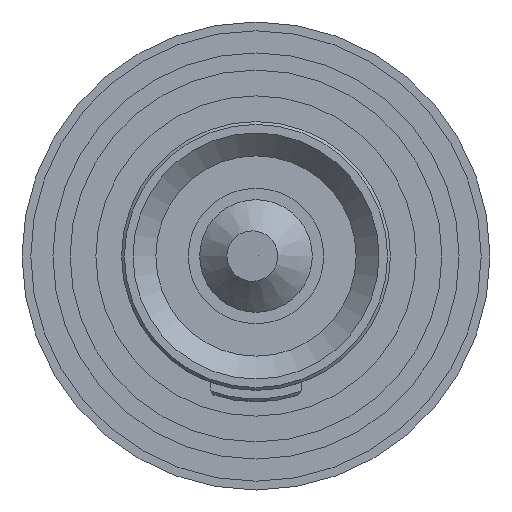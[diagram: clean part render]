
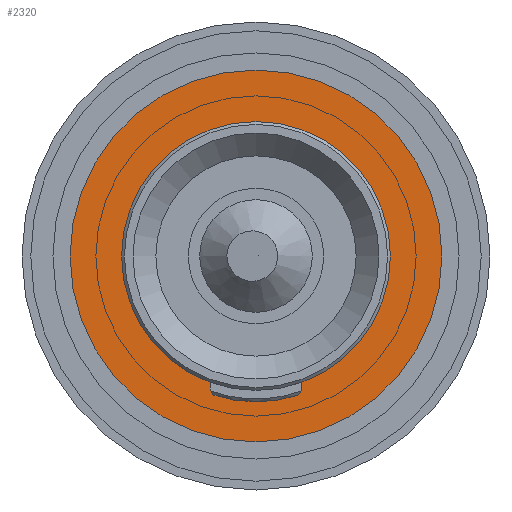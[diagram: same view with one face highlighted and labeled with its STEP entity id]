
A CAD part, left-side view. The second image highlights one B-rep face of the part: STEP entity #2320.
In plain terms, the highlighted face is planar.
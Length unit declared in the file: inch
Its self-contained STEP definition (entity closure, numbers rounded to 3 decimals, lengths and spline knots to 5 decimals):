
#614 = CIRCLE ( 'NONE', #1179, 0.1 ) ;
#1179 = AXIS2_PLACEMENT_3D ( 'NONE', #1650, #9825, #8959 ) ;
#1650 = CARTESIAN_POINT ( 'NONE',  ( 0., 0., 19.96204 ) ) ;
#1876 = DIRECTION ( 'NONE',  ( 0., 0., 1. ) ) ;
#2320 = ADVANCED_FACE ( 'NONE', ( #9141, #8196 ), #10891, .F. ) ;
#2505 = ORIENTED_EDGE ( 'NONE', *, *, #10645, .F. ) ;
#2583 = CIRCLE ( 'NONE', #4855, 0.1625 ) ;
#2839 = DIRECTION ( 'NONE',  ( 0., 0., -1. ) ) ;
#3045 = EDGE_LOOP ( 'NONE', ( #11610 ) ) ;
#4855 = AXIS2_PLACEMENT_3D ( 'NONE', #10082, #1876, #11792 ) ;
#5820 = AXIS2_PLACEMENT_3D ( 'NONE', #11022, #2839, #11072 ) ;
#6006 = VERTEX_POINT ( 'NONE', #8636 ) ;
#6916 = CARTESIAN_POINT ( 'NONE',  ( 0., 0.1625, 19.96204 ) ) ;
#7453 = EDGE_LOOP ( 'NONE', ( #2505 ) ) ;
#8196 = FACE_OUTER_BOUND ( 'NONE', #3045, .T. ) ;
#8205 = EDGE_CURVE ( 'NONE', #10632, #10632, #2583, .T. ) ;
#8636 = CARTESIAN_POINT ( 'NONE',  ( 0., 0.1, 19.96204 ) ) ;
#8959 = DIRECTION ( 'NONE',  ( 0., 1., 0. ) ) ;
#9141 = FACE_BOUND ( 'NONE', #7453, .T. ) ;
#9825 = DIRECTION ( 'NONE',  ( 0., 0., 1. ) ) ;
#10082 = CARTESIAN_POINT ( 'NONE',  ( 0., 0., 19.96204 ) ) ;
#10632 = VERTEX_POINT ( 'NONE', #6916 ) ;
#10645 = EDGE_CURVE ( 'NONE', #6006, #6006, #614, .T. ) ;
#10891 = PLANE ( 'NONE',  #5820 ) ;
#11022 = CARTESIAN_POINT ( 'NONE',  ( -0.1, 0., 19.96204 ) ) ;
#11072 = DIRECTION ( 'NONE',  ( 0., -1., 0. ) ) ;
#11610 = ORIENTED_EDGE ( 'NONE', *, *, #8205, .T. ) ;
#11792 = DIRECTION ( 'NONE',  ( 0., 1., 0. ) ) ;
